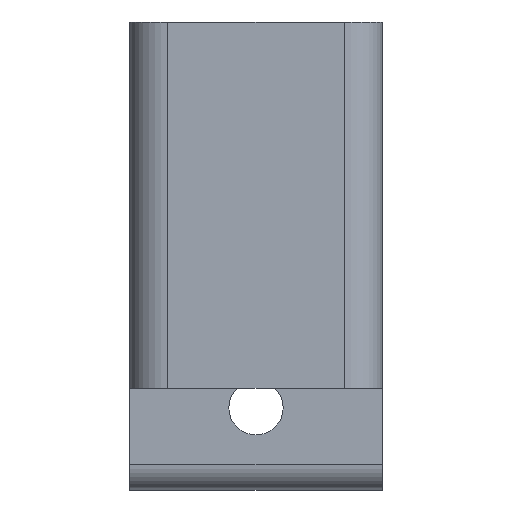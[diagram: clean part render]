
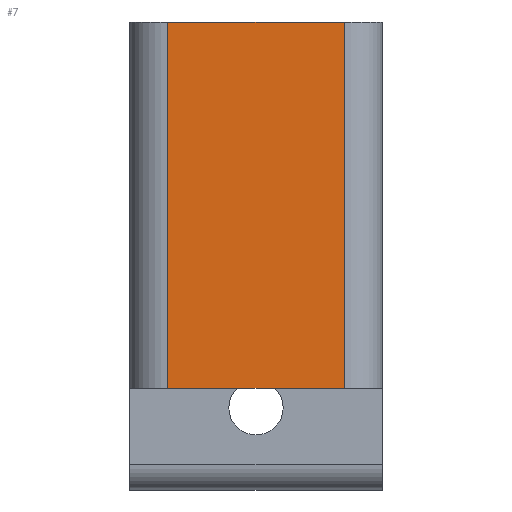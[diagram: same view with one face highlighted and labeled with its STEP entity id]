
A CAD part, top view. The second image highlights one B-rep face of the part: STEP entity #7.
In plain terms, the highlighted planar face has unit normal (0, 0, 1).
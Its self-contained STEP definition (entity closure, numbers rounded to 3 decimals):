
#5 = VERTEX_POINT ( 'NONE', #675 ) ;
#7 = ADVANCED_FACE ( 'NONE', ( #600 ), #1001, .T. ) ;
#114 = EDGE_CURVE ( 'NONE', #5, #263, #853, .T. ) ;
#129 = ORIENTED_EDGE ( 'NONE', *, *, #300, .T. ) ;
#142 = ORIENTED_EDGE ( 'NONE', *, *, #528, .T. ) ;
#263 = VERTEX_POINT ( 'NONE', #930 ) ;
#270 = VERTEX_POINT ( 'NONE', #500 ) ;
#271 = AXIS2_PLACEMENT_3D ( 'NONE', #287, #379, #754 ) ;
#287 = CARTESIAN_POINT ( 'NONE',  ( 0., 0., 38. ) ) ;
#300 = EDGE_CURVE ( 'NONE', #5, #868, #572, .T. ) ;
#331 = EDGE_CURVE ( 'NONE', #270, #868, #877, .T. ) ;
#356 = VECTOR ( 'NONE', #404, 1000. ) ;
#379 = DIRECTION ( 'NONE',  ( 0., 0., 1. ) ) ;
#400 = EDGE_LOOP ( 'NONE', ( #402, #142, #706, #129 ) ) ;
#402 = ORIENTED_EDGE ( 'NONE', *, *, #331, .F. ) ;
#404 = DIRECTION ( 'NONE',  ( -1., 0., 0. ) ) ;
#407 = VECTOR ( 'NONE', #724, 1000. ) ;
#500 = CARTESIAN_POINT ( 'NONE',  ( 3., 4., 38. ) ) ;
#512 = CARTESIAN_POINT ( 'NONE',  ( 3., -25., 38. ) ) ;
#528 = EDGE_CURVE ( 'NONE', #270, #263, #982, .T. ) ;
#572 = LINE ( 'NONE', #807, #407 ) ;
#592 = DIRECTION ( 'NONE',  ( 0., -1., 0. ) ) ;
#600 = FACE_OUTER_BOUND ( 'NONE', #400, .T. ) ;
#601 = CARTESIAN_POINT ( 'NONE',  ( 17., 4., 38. ) ) ;
#650 = VECTOR ( 'NONE', #652, 1000. ) ;
#652 = DIRECTION ( 'NONE',  ( 1., 0., 0. ) ) ;
#675 = CARTESIAN_POINT ( 'NONE',  ( 17., -25., 38. ) ) ;
#706 = ORIENTED_EDGE ( 'NONE', *, *, #114, .F. ) ;
#707 = CARTESIAN_POINT ( 'NONE',  ( 0., -25., 38. ) ) ;
#724 = DIRECTION ( 'NONE',  ( 0., 1., 0. ) ) ;
#754 = DIRECTION ( 'NONE',  ( 1., 0., 0. ) ) ;
#807 = CARTESIAN_POINT ( 'NONE',  ( 17., 4., 38. ) ) ;
#844 = VECTOR ( 'NONE', #592, 1000. ) ;
#853 = LINE ( 'NONE', #707, #356 ) ;
#868 = VERTEX_POINT ( 'NONE', #601 ) ;
#877 = LINE ( 'NONE', #954, #650 ) ;
#930 = CARTESIAN_POINT ( 'NONE',  ( 3., -25., 38. ) ) ;
#954 = CARTESIAN_POINT ( 'NONE',  ( 20., 4., 38. ) ) ;
#982 = LINE ( 'NONE', #512, #844 ) ;
#1001 = PLANE ( 'NONE',  #271 ) ;
